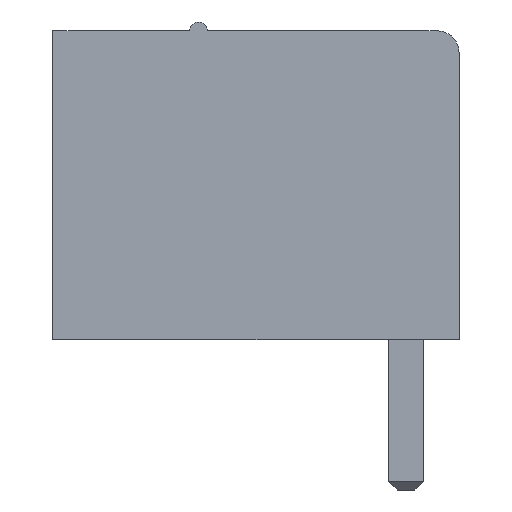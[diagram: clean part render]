
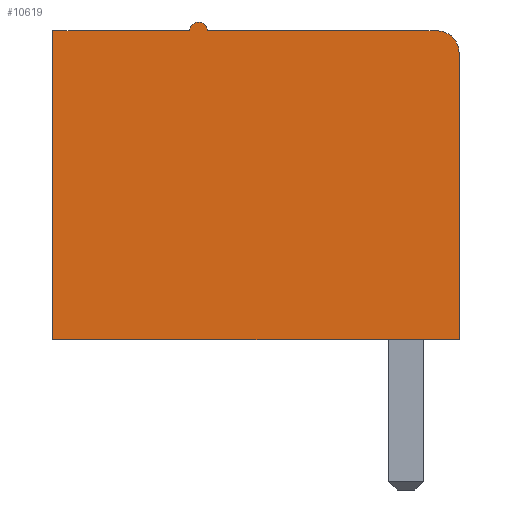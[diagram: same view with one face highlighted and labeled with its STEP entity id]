
A CAD part, left-side view. The second image highlights one B-rep face of the part: STEP entity #10619.
In plain terms, the highlighted planar face has unit normal (-1, 0, 0).
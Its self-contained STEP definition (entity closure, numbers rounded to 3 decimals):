
#277=CIRCLE('',#11474,0.5);
#278=CIRCLE('',#11475,0.2);
#766=FACE_OUTER_BOUND('',#1323,.T.);
#1323=EDGE_LOOP('',(#9325,#9326,#9327,#9328,#9329,#9330,#9331));
#2638=LINE('',#16991,#4039);
#2645=LINE('',#17007,#4046);
#2646=LINE('',#17011,#4047);
#2647=LINE('',#17013,#4048);
#2648=LINE('',#17014,#4049);
#4039=VECTOR('',#13958,10.);
#4046=VECTOR('',#13969,10.);
#4047=VECTOR('',#13972,10.);
#4048=VECTOR('',#13973,10.);
#4049=VECTOR('',#13974,10.);
#5062=VERTEX_POINT('',#16988);
#5063=VERTEX_POINT('',#16990);
#5069=VERTEX_POINT('',#17004);
#5070=VERTEX_POINT('',#17006);
#5071=VERTEX_POINT('',#17008);
#5072=VERTEX_POINT('',#17010);
#5073=VERTEX_POINT('',#17012);
#6497=EDGE_CURVE('',#5062,#5063,#2638,.T.);
#6504=EDGE_CURVE('',#5069,#5062,#277,.T.);
#6505=EDGE_CURVE('',#5070,#5069,#2645,.T.);
#6506=EDGE_CURVE('',#5071,#5070,#278,.T.);
#6507=EDGE_CURVE('',#5072,#5071,#2646,.T.);
#6508=EDGE_CURVE('',#5073,#5072,#2647,.T.);
#6509=EDGE_CURVE('',#5063,#5073,#2648,.T.);
#9325=ORIENTED_EDGE('',*,*,#6504,.F.);
#9326=ORIENTED_EDGE('',*,*,#6505,.F.);
#9327=ORIENTED_EDGE('',*,*,#6506,.F.);
#9328=ORIENTED_EDGE('',*,*,#6507,.F.);
#9329=ORIENTED_EDGE('',*,*,#6508,.F.);
#9330=ORIENTED_EDGE('',*,*,#6509,.F.);
#9331=ORIENTED_EDGE('',*,*,#6497,.F.);
#10085=PLANE('',#11473);
#10619=ADVANCED_FACE('',(#766),#10085,.F.);
#11473=AXIS2_PLACEMENT_3D('',#17003,#13965,#13966);
#11474=AXIS2_PLACEMENT_3D('',#17005,#13967,#13968);
#11475=AXIS2_PLACEMENT_3D('',#17009,#13970,#13971);
#13958=DIRECTION('',(0.,0.,-1.));
#13965=DIRECTION('center_axis',(1.,0.,0.));
#13966=DIRECTION('ref_axis',(0.,0.,-1.));
#13967=DIRECTION('center_axis',(1.,0.,0.));
#13968=DIRECTION('ref_axis',(0.,0.,1.));
#13969=DIRECTION('',(0.,-1.,0.));
#13970=DIRECTION('center_axis',(1.,0.,0.));
#13971=DIRECTION('ref_axis',(0.,1.,0.));
#13972=DIRECTION('',(0.,-1.,0.));
#13973=DIRECTION('',(0.,0.,1.));
#13974=DIRECTION('',(0.,1.,0.));
#16988=CARTESIAN_POINT('',(-2.54,-1.2,6.5));
#16990=CARTESIAN_POINT('',(-2.54,-1.2,0.));
#16991=CARTESIAN_POINT('',(-2.54,-1.2,6.5));
#17003=CARTESIAN_POINT('Origin',(-2.54,3.461,3.465));
#17004=CARTESIAN_POINT('',(-2.54,-0.7,7.));
#17005=CARTESIAN_POINT('Origin',(-2.54,-0.7,6.5));
#17006=CARTESIAN_POINT('',(-2.54,4.5,7.));
#17007=CARTESIAN_POINT('',(-2.54,4.5,7.));
#17008=CARTESIAN_POINT('',(-2.54,4.9,7.));
#17009=CARTESIAN_POINT('Origin',(-2.54,4.7,7.));
#17010=CARTESIAN_POINT('',(-2.54,8.,7.));
#17011=CARTESIAN_POINT('',(-2.54,8.,7.));
#17012=CARTESIAN_POINT('',(-2.54,8.,0.));
#17013=CARTESIAN_POINT('',(-2.54,8.,0.));
#17014=CARTESIAN_POINT('',(-2.54,-1.2,0.));
